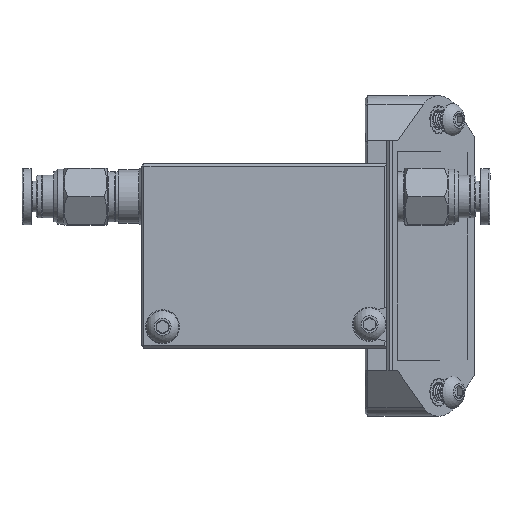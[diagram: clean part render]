
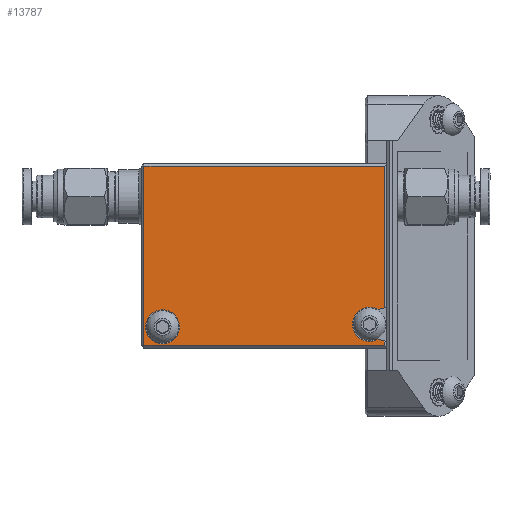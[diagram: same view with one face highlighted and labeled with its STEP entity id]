
A CAD part, top view. The second image highlights one B-rep face of the part: STEP entity #13787.
In plain terms, the highlighted face is planar.
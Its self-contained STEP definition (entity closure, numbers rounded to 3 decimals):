
#669=CIRCLE('',#14962,3.);
#670=CIRCLE('',#14963,3.);
#939=FACE_BOUND('',#3034,.T.);
#2165=FACE_OUTER_BOUND('',#3033,.T.);
#3033=EDGE_LOOP('',(#12416,#12417,#12418,#12419,#12420,#12421,#12422,#12423));
#3034=EDGE_LOOP('',(#12424));
#4152=LINE('',#32636,#5314);
#4153=LINE('',#32639,#5315);
#4157=LINE('',#32647,#5319);
#4158=LINE('',#32651,#5320);
#4159=LINE('',#32653,#5321);
#4160=LINE('',#32655,#5322);
#4161=LINE('',#32656,#5323);
#5314=VECTOR('',#18158,10.);
#5315=VECTOR('',#18161,10.);
#5319=VECTOR('',#18167,10.);
#5320=VECTOR('',#18170,10.);
#5321=VECTOR('',#18171,10.);
#5322=VECTOR('',#18172,10.);
#5323=VECTOR('',#18173,10.);
#6605=VERTEX_POINT('',#32629);
#6608=VERTEX_POINT('',#32634);
#6609=VERTEX_POINT('',#32638);
#6612=VERTEX_POINT('',#32646);
#6613=VERTEX_POINT('',#32648);
#6614=VERTEX_POINT('',#32650);
#6615=VERTEX_POINT('',#32652);
#6616=VERTEX_POINT('',#32654);
#6617=VERTEX_POINT('',#32657);
#8552=EDGE_CURVE('',#6608,#6605,#4152,.T.);
#8553=EDGE_CURVE('',#6605,#6609,#4153,.T.);
#8557=EDGE_CURVE('',#6612,#6608,#4157,.T.);
#8558=EDGE_CURVE('',#6612,#6613,#669,.T.);
#8559=EDGE_CURVE('',#6614,#6613,#4158,.T.);
#8560=EDGE_CURVE('',#6615,#6614,#4159,.T.);
#8561=EDGE_CURVE('',#6616,#6615,#4160,.T.);
#8562=EDGE_CURVE('',#6609,#6616,#4161,.T.);
#8563=EDGE_CURVE('',#6617,#6617,#670,.T.);
#12416=ORIENTED_EDGE('',*,*,#8552,.F.);
#12417=ORIENTED_EDGE('',*,*,#8557,.F.);
#12418=ORIENTED_EDGE('',*,*,#8558,.T.);
#12419=ORIENTED_EDGE('',*,*,#8559,.F.);
#12420=ORIENTED_EDGE('',*,*,#8560,.F.);
#12421=ORIENTED_EDGE('',*,*,#8561,.F.);
#12422=ORIENTED_EDGE('',*,*,#8562,.F.);
#12423=ORIENTED_EDGE('',*,*,#8553,.F.);
#12424=ORIENTED_EDGE('',*,*,#8563,.T.);
#12992=PLANE('',#14961);
#13787=ADVANCED_FACE('',(#2165,#939),#12992,.T.);
#14961=AXIS2_PLACEMENT_3D('',#32645,#18165,#18166);
#14962=AXIS2_PLACEMENT_3D('',#32649,#18168,#18169);
#14963=AXIS2_PLACEMENT_3D('',#32658,#18174,#18175);
#18158=DIRECTION('',(0.,1.,0.));
#18161=DIRECTION('',(-1.,0.,0.));
#18165=DIRECTION('center_axis',(0.,0.,-1.));
#18166=DIRECTION('ref_axis',(-1.,0.,0.));
#18167=DIRECTION('',(0.953,0.302,0.));
#18168=DIRECTION('center_axis',(0.,0.,1.));
#18169=DIRECTION('ref_axis',(1.,0.,0.));
#18170=DIRECTION('',(-0.953,0.302,0.));
#18171=DIRECTION('',(0.,1.,0.));
#18172=DIRECTION('',(1.,0.,0.));
#18173=DIRECTION('',(0.,-1.,0.));
#18174=DIRECTION('center_axis',(0.,0.,1.));
#18175=DIRECTION('ref_axis',(1.,0.,0.));
#32629=CARTESIAN_POINT('',(40.35,29.62,-3.8));
#32634=CARTESIAN_POINT('',(40.35,28.819,-3.8));
#32636=CARTESIAN_POINT('',(40.35,21.975,-3.8));
#32638=CARTESIAN_POINT('',(-1.92,29.62,-3.8));
#32639=CARTESIAN_POINT('',(8.7,29.62,-3.8));
#32645=CARTESIAN_POINT('Origin',(19.8,13.85,-3.8));
#32646=CARTESIAN_POINT('',(39.313,28.491,-3.8));
#32647=CARTESIAN_POINT('',(28.698,25.134,-3.8));
#32648=CARTESIAN_POINT('',(39.313,23.309,-3.8));
#32649=CARTESIAN_POINT('Origin',(37.8,25.9,-3.8));
#32650=CARTESIAN_POINT('',(40.35,22.981,-3.8));
#32651=CARTESIAN_POINT('',(32.162,25.57,-3.8));
#32652=CARTESIAN_POINT('',(40.35,-1.92,-3.8));
#32653=CARTESIAN_POINT('',(40.35,21.975,-3.8));
#32654=CARTESIAN_POINT('',(-1.92,-1.92,-3.8));
#32655=CARTESIAN_POINT('',(30.9,-1.92,-3.8));
#32656=CARTESIAN_POINT('',(-1.92,5.725,-3.8));
#32657=CARTESIAN_POINT('',(-1.65,26.35,-3.8));
#32658=CARTESIAN_POINT('Origin',(1.35,26.35,-3.8));
